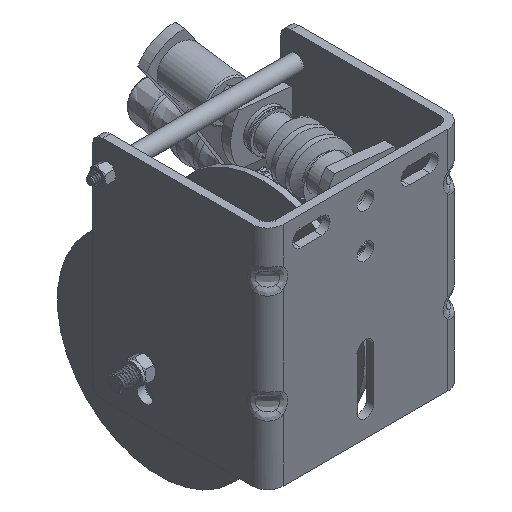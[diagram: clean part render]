
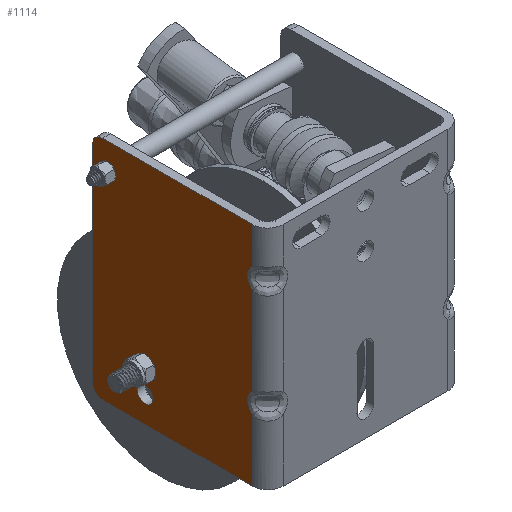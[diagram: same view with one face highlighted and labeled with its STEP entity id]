
A CAD part, isometric view. The second image highlights one B-rep face of the part: STEP entity #1114.
In plain terms, the highlighted planar face has unit normal (-1, 0, 0).
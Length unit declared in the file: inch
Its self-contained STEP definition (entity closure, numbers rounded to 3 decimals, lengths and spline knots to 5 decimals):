
#575=CARTESIAN_POINT('',(-2.375,4.25,5.25));
#576=VERTEX_POINT('',#575);
#583=CARTESIAN_POINT('',(-2.375,4.,5.5));
#584=VERTEX_POINT('',#583);
#585=CARTESIAN_POINT('',(-2.375,4.,5.25));
#586=DIRECTION('',(-1.0,0.0,0.0));
#587=DIRECTION('',(0.0,0.0,-1.0));
#588=AXIS2_PLACEMENT_3D('',#585,#586,#587);
#589=CIRCLE('',#588,0.25);
#590=EDGE_CURVE('',#584,#576,#589,.T.);
#659=CARTESIAN_POINT('',(-2.375,4.,0.));
#660=VERTEX_POINT('',#659);
#667=CARTESIAN_POINT('',(-2.375,4.25,0.25));
#668=VERTEX_POINT('',#667);
#669=CARTESIAN_POINT('',(-2.375,4.,0.25));
#670=DIRECTION('',(-1.0,0.0,0.0));
#671=DIRECTION('',(0.0,1.0,0.0));
#672=AXIS2_PLACEMENT_3D('',#669,#670,#671);
#673=CIRCLE('',#672,0.25);
#674=EDGE_CURVE('',#668,#660,#673,.T.);
#774=CARTESIAN_POINT('',(-2.375,0.375,5.5));
#775=VERTEX_POINT('',#774);
#776=CARTESIAN_POINT('',(-2.375,0.375,5.5));
#777=DIRECTION('',(0.0,1.0,0.0));
#778=VECTOR('',#777,3.625);
#779=LINE('',#776,#778);
#780=EDGE_CURVE('',#775,#584,#779,.T.);
#1011=CARTESIAN_POINT('',(-2.375,0.375,0.0));
#1012=DIRECTION('',(-1.0,0.0,0.0));
#1013=DIRECTION('',(0.0,0.0,1.0));
#1014=AXIS2_PLACEMENT_3D('',#1011,#1012,#1013);
#1015=PLANE('',#1014);
#1016=ORIENTED_EDGE('',*,*,#590,.T.);
#1017=CARTESIAN_POINT('',(-2.375,4.25,0.25));
#1018=DIRECTION('',(0.0,0.0,1.0));
#1019=VECTOR('',#1018,5.);
#1020=LINE('',#1017,#1019);
#1021=EDGE_CURVE('',#668,#576,#1020,.T.);
#1022=ORIENTED_EDGE('',*,*,#1021,.F.);
#1023=ORIENTED_EDGE('',*,*,#674,.T.);
#1024=CARTESIAN_POINT('',(-2.375,0.375,0.0));
#1025=VERTEX_POINT('',#1024);
#1026=CARTESIAN_POINT('',(-2.375,4.,0.0));
#1027=DIRECTION('',(0.0,-1.0,0.0));
#1028=VECTOR('',#1027,3.625);
#1029=LINE('',#1026,#1028);
#1030=EDGE_CURVE('',#660,#1025,#1029,.T.);
#1031=ORIENTED_EDGE('',*,*,#1030,.T.);
#1032=CARTESIAN_POINT('',(-2.375,0.375,1.50298));
#1033=VERTEX_POINT('',#1032);
#1034=CARTESIAN_POINT('',(-2.375,0.375,0.0));
#1035=DIRECTION('',(0.0,0.0,1.0));
#1036=VECTOR('',#1035,1.50298);
#1037=LINE('',#1034,#1036);
#1038=EDGE_CURVE('',#1025,#1033,#1037,.T.);
#1039=ORIENTED_EDGE('',*,*,#1038,.T.);
#1040=CARTESIAN_POINT('',(-2.375,0.375,1.9969));
#1041=VERTEX_POINT('',#1040);
#1042=CARTESIAN_POINT('',(-2.375,0.375,1.9969));
#1043=CARTESIAN_POINT('',(-2.375,0.41305,1.9605));
#1044=CARTESIAN_POINT('',(-2.375,0.4749,1.87185));
#1045=CARTESIAN_POINT('',(-2.375,0.49587,1.70891));
#1046=CARTESIAN_POINT('',(-2.375,0.44624,1.58202));
#1047=CARTESIAN_POINT('',(-2.375,0.39402,1.52118));
#1048=CARTESIAN_POINT('',(-2.375,0.375,1.50298));
#1049=B_SPLINE_CURVE_WITH_KNOTS('',3,(#1042,#1043,#1044,#1045,#1046,#1047,#1048),.UNSPECIFIED.,.F.,.U.,(4,1,1,1,4),(0.0,0.40123,0.80246,1.20369,1.40431),.UNSPECIFIED.);
#1050=EDGE_CURVE('',#1041,#1033,#1049,.T.);
#1051=ORIENTED_EDGE('',*,*,#1050,.F.);
#1052=CARTESIAN_POINT('',(-2.375,0.375,4.12804));
#1053=VERTEX_POINT('',#1052);
#1054=CARTESIAN_POINT('',(-2.375,0.375,1.9969));
#1055=DIRECTION('',(0.0,0.0,1.0));
#1056=VECTOR('',#1055,2.13115);
#1057=LINE('',#1054,#1056);
#1058=EDGE_CURVE('',#1041,#1053,#1057,.T.);
#1059=ORIENTED_EDGE('',*,*,#1058,.T.);
#1060=CARTESIAN_POINT('',(-2.375,0.375,4.62196));
#1061=VERTEX_POINT('',#1060);
#1062=CARTESIAN_POINT('',(-2.375,0.375,4.62196));
#1063=CARTESIAN_POINT('',(-2.375,0.41305,4.58556));
#1064=CARTESIAN_POINT('',(-2.375,0.47484,4.49676));
#1065=CARTESIAN_POINT('',(-2.375,0.49226,4.36129));
#1066=CARTESIAN_POINT('',(-2.375,0.45944,4.23169));
#1067=CARTESIAN_POINT('',(-2.375,0.41305,4.16444));
#1068=CARTESIAN_POINT('',(-2.375,0.375,4.12804));
#1069=B_SPLINE_CURVE_WITH_KNOTS('',3,(#1062,#1063,#1064,#1065,#1066,#1067,#1068),.UNSPECIFIED.,.F.,.U.,(4,1,1,1,4),(0.0,0.40123,0.80246,1.00308,1.40431),.UNSPECIFIED.);
#1070=EDGE_CURVE('',#1061,#1053,#1069,.T.);
#1071=ORIENTED_EDGE('',*,*,#1070,.F.);
#1072=CARTESIAN_POINT('',(-2.375,0.375,4.62196));
#1073=DIRECTION('',(0.0,0.0,1.0));
#1074=VECTOR('',#1073,0.87804);
#1075=LINE('',#1072,#1074);
#1076=EDGE_CURVE('',#1061,#775,#1075,.T.);
#1077=ORIENTED_EDGE('',*,*,#1076,.T.);
#1078=ORIENTED_EDGE('',*,*,#780,.T.);
#1079=EDGE_LOOP('',(#1016,#1022,#1023,#1031,#1039,#1051,#1059,#1071,#1077,#1078));
#1080=FACE_OUTER_BOUND('',#1079,.T.);
#1081=CARTESIAN_POINT('',(-2.375,3.875,5.00781));
#1082=VERTEX_POINT('',#1081);
#1083=CARTESIAN_POINT('',(-2.375,3.875,4.875));
#1084=DIRECTION('',(1.0,0.0,0.0));
#1085=DIRECTION('',(0.0,0.0,-1.0));
#1086=AXIS2_PLACEMENT_3D('',#1083,#1084,#1085);
#1087=CIRCLE('',#1086,0.13281);
#1088=EDGE_CURVE('',#1082,#1082,#1087,.T.);
#1089=ORIENTED_EDGE('',*,*,#1088,.T.);
#1090=EDGE_LOOP('',(#1089));
#1091=FACE_BOUND('',#1090,.T.);
#1092=CARTESIAN_POINT('',(-2.375,2.96875,1.408));
#1093=VERTEX_POINT('',#1092);
#1094=CARTESIAN_POINT('',(-2.375,2.96875,1.219));
#1095=DIRECTION('',(1.0,0.0,0.0));
#1096=DIRECTION('',(0.0,0.0,-1.0));
#1097=AXIS2_PLACEMENT_3D('',#1094,#1095,#1096);
#1098=CIRCLE('',#1097,0.189);
#1099=EDGE_CURVE('',#1093,#1093,#1098,.T.);
#1100=ORIENTED_EDGE('',*,*,#1099,.T.);
#1101=EDGE_LOOP('',(#1100));
#1102=FACE_BOUND('',#1101,.T.);
#1103=CARTESIAN_POINT('',(-2.375,2.96875,0.814));
#1104=VERTEX_POINT('',#1103);
#1105=CARTESIAN_POINT('',(-2.375,2.96875,0.625));
#1106=DIRECTION('',(1.0,0.0,0.0));
#1107=DIRECTION('',(0.0,0.0,-1.0));
#1108=AXIS2_PLACEMENT_3D('',#1105,#1106,#1107);
#1109=CIRCLE('',#1108,0.189);
#1110=EDGE_CURVE('',#1104,#1104,#1109,.T.);
#1111=ORIENTED_EDGE('',*,*,#1110,.T.);
#1112=EDGE_LOOP('',(#1111));
#1113=FACE_BOUND('',#1112,.T.);
#1114=ADVANCED_FACE('',(#1080,#1091,#1102,#1113),#1015,.T.);
